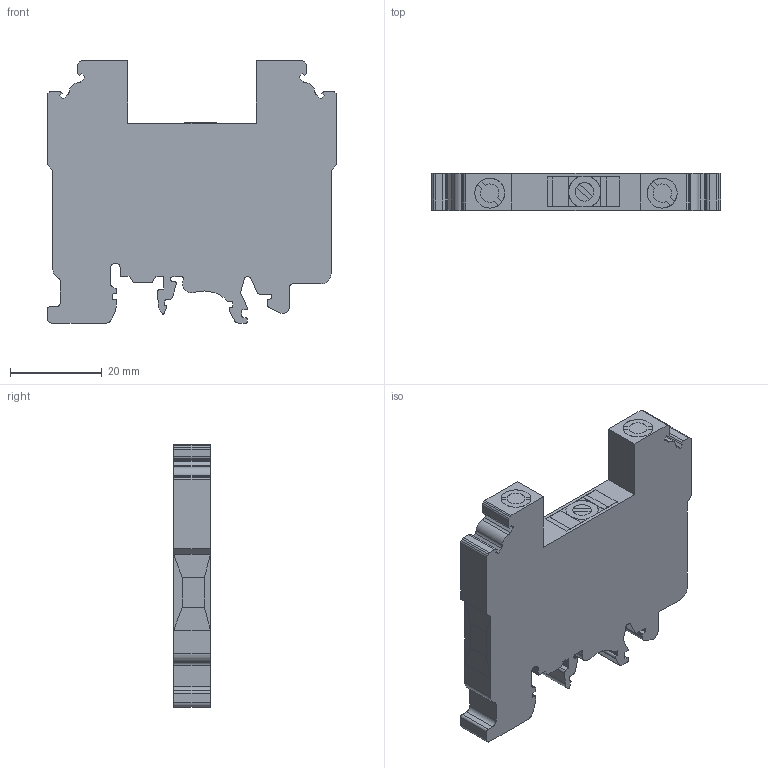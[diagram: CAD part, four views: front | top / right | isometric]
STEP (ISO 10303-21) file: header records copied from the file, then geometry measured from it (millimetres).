
FILE_DESCRIPTION(/* description */ (''),/* implementation_level */ '2;1');
FILE_NAME(/* name */ 'CDTTUSC.stp',/* time_stamp */ '2017-05-31T16:18:24-04:00',/* author */ ('CAD Station'),/* organization */ (''),/* preprocessor_version */ 'ST-DEVELOPER v16.1',/* originating_system */ 'Autodesk Inventor 2016',/* authorisation */ '');
FILE_SCHEMA (('AUTOMOTIVE_DESIGN { 1 0 10303 214 3 1 1 }'));
Length unit declared in the file: metre
Products named in the file (1): CDTTUSC
Bounding box: 63 x 8 x 57 mm (x, y, z)
Volume: 21556.8 mm3; surface area: 8081.7 mm2
Topology: 1 solids, 1 shells, 239 faces, 669 edges, 436 vertices
Faces by surface type: plane 160, cylinder 79
Full cylindrical faces by diameter (mm): 4 x1, 6.5 x2
Entity records: 7901 total; most frequent: CARTESIAN_POINT 1336, ORIENTED_EDGE 1326, DIRECTION 1312, EDGE_CURVE 663, LINE 494, VECTOR 494, VERTEX_POINT 433, AXIS2_PLACEMENT_3D 409
